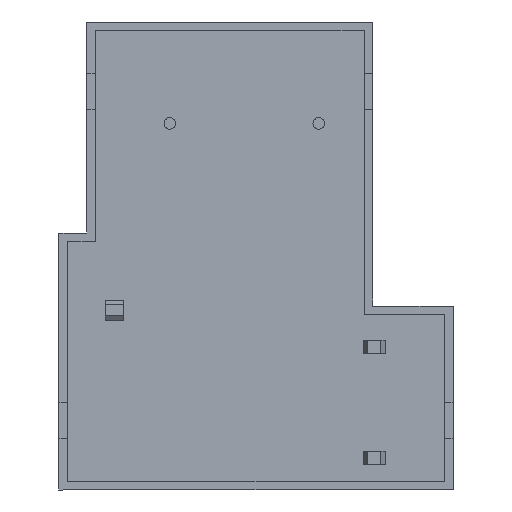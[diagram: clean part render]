
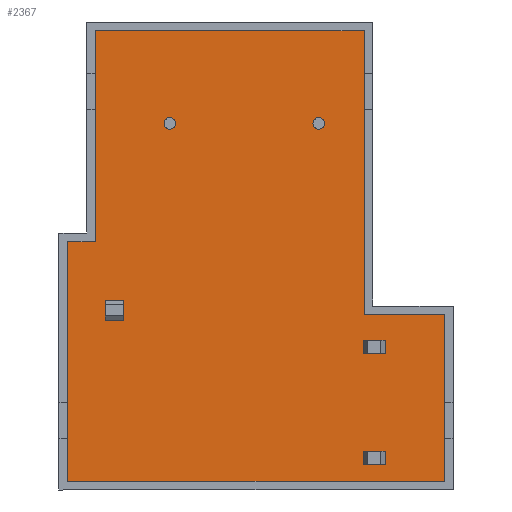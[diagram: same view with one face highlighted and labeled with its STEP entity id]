
A CAD part, front view. The second image highlights one B-rep face of the part: STEP entity #2367.
In plain terms, the highlighted planar face has unit normal (0, -1, 0).
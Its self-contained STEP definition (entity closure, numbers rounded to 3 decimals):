
#26 = EDGE_CURVE ( 'NONE', #2412, #2352, #412, .T. ) ;
#31 = LINE ( 'NONE', #655, #2385 ) ;
#54 = DIRECTION ( 'NONE',  ( 0., 0., 1. ) ) ;
#67 = LINE ( 'NONE', #2795, #2430 ) ;
#92 = CARTESIAN_POINT ( 'NONE',  ( 12.9, 0.5, -15.425 ) ) ;
#99 = ORIENTED_EDGE ( 'NONE', *, *, #642, .T. ) ;
#203 = EDGE_CURVE ( 'NONE', #293, #1563, #2471, .T. ) ;
#293 = VERTEX_POINT ( 'NONE', #790 ) ;
#329 = VECTOR ( 'NONE', #2948, 1000. ) ;
#340 = CARTESIAN_POINT ( 'NONE',  ( -12.9, 0.5, 0.975 ) ) ;
#385 = CARTESIAN_POINT ( 'NONE',  ( -11., 0.5, 15.425 ) ) ;
#412 = LINE ( 'NONE', #2061, #1981 ) ;
#429 = ORIENTED_EDGE ( 'NONE', *, *, #2935, .T. ) ;
#463 = LINE ( 'NONE', #1326, #329 ) ;
#576 = DIRECTION ( 'NONE',  ( 0., 0., -1. ) ) ;
#619 = FACE_OUTER_BOUND ( 'NONE', #2812, .T. ) ;
#642 = EDGE_CURVE ( 'NONE', #1464, #2270, #1836, .T. ) ;
#655 = CARTESIAN_POINT ( 'NONE',  ( -12.9, 0.5, 0.975 ) ) ;
#703 = DIRECTION ( 'NONE',  ( -1., 0., 0. ) ) ;
#733 = EDGE_CURVE ( 'NONE', #2352, #1021, #2769, .T. ) ;
#790 = CARTESIAN_POINT ( 'NONE',  ( -12.9, 0.5, -15.425 ) ) ;
#893 = VECTOR ( 'NONE', #703, 1000. ) ;
#959 = AXIS2_PLACEMENT_3D ( 'NONE', #2409, #2643, #576 ) ;
#965 = EDGE_CURVE ( 'NONE', #1563, #1127, #67, .T. ) ;
#1021 = VERTEX_POINT ( 'NONE', #340 ) ;
#1120 = ORIENTED_EDGE ( 'NONE', *, *, #965, .T. ) ;
#1127 = VERTEX_POINT ( 'NONE', #2924 ) ;
#1128 = CARTESIAN_POINT ( 'NONE',  ( 7.4, 0.5, -4.025 ) ) ;
#1132 = ORIENTED_EDGE ( 'NONE', *, *, #203, .T. ) ;
#1146 = CARTESIAN_POINT ( 'NONE',  ( -11., 0.5, 0.975 ) ) ;
#1326 = CARTESIAN_POINT ( 'NONE',  ( 12.9, 0.5, -4.025 ) ) ;
#1354 = DIRECTION ( 'NONE',  ( -1., 0., 0. ) ) ;
#1396 = ORIENTED_EDGE ( 'NONE', *, *, #2078, .T. ) ;
#1464 = VERTEX_POINT ( 'NONE', #1539 ) ;
#1472 = LINE ( 'NONE', #1705, #1994 ) ;
#1539 = CARTESIAN_POINT ( 'NONE',  ( 7.4, 0.5, -4.025 ) ) ;
#1563 = VERTEX_POINT ( 'NONE', #92 ) ;
#1613 = VECTOR ( 'NONE', #2740, 1000. ) ;
#1705 = CARTESIAN_POINT ( 'NONE',  ( 7.4, 0.5, 15.425 ) ) ;
#1745 = VECTOR ( 'NONE', #2807, 1000. ) ;
#1790 = ORIENTED_EDGE ( 'NONE', *, *, #26, .T. ) ;
#1831 = DIRECTION ( 'NONE',  ( 0., 0., -1. ) ) ;
#1836 = LINE ( 'NONE', #1128, #1613 ) ;
#1878 = CARTESIAN_POINT ( 'NONE',  ( -12.9, 0.5, -15.425 ) ) ;
#1981 = VECTOR ( 'NONE', #1831, 1000. ) ;
#1994 = VECTOR ( 'NONE', #1354, 1000. ) ;
#2061 = CARTESIAN_POINT ( 'NONE',  ( -11., 0.5, 15.425 ) ) ;
#2065 = DIRECTION ( 'NONE',  ( 0., 0., -1. ) ) ;
#2078 = EDGE_CURVE ( 'NONE', #2270, #2412, #1472, .T. ) ;
#2195 = PLANE ( 'NONE',  #959 ) ;
#2270 = VERTEX_POINT ( 'NONE', #2380 ) ;
#2286 = ORIENTED_EDGE ( 'NONE', *, *, #2498, .T. ) ;
#2352 = VERTEX_POINT ( 'NONE', #2893 ) ;
#2367 = ADVANCED_FACE ( 'NONE', ( #619 ), #2195, .F. ) ;
#2380 = CARTESIAN_POINT ( 'NONE',  ( 7.4, 0.5, 15.425 ) ) ;
#2385 = VECTOR ( 'NONE', #2065, 1000. ) ;
#2409 = CARTESIAN_POINT ( 'NONE',  ( 0., 0.5, 0. ) ) ;
#2412 = VERTEX_POINT ( 'NONE', #385 ) ;
#2415 = ORIENTED_EDGE ( 'NONE', *, *, #733, .T. ) ;
#2430 = VECTOR ( 'NONE', #54, 1000. ) ;
#2471 = LINE ( 'NONE', #1878, #1745 ) ;
#2498 = EDGE_CURVE ( 'NONE', #1021, #293, #31, .T. ) ;
#2643 = DIRECTION ( 'NONE',  ( 0., 1., 0. ) ) ;
#2740 = DIRECTION ( 'NONE',  ( 0., 0., 1. ) ) ;
#2769 = LINE ( 'NONE', #1146, #893 ) ;
#2795 = CARTESIAN_POINT ( 'NONE',  ( 12.9, 0.5, -15.425 ) ) ;
#2807 = DIRECTION ( 'NONE',  ( 1., 0., 0. ) ) ;
#2812 = EDGE_LOOP ( 'NONE', ( #1790, #2415, #2286, #1132, #1120, #429, #99, #1396 ) ) ;
#2893 = CARTESIAN_POINT ( 'NONE',  ( -11., 0.5, 0.975 ) ) ;
#2924 = CARTESIAN_POINT ( 'NONE',  ( 12.9, 0.5, -4.025 ) ) ;
#2935 = EDGE_CURVE ( 'NONE', #1127, #1464, #463, .T. ) ;
#2948 = DIRECTION ( 'NONE',  ( -1., 0., 0. ) ) ;
